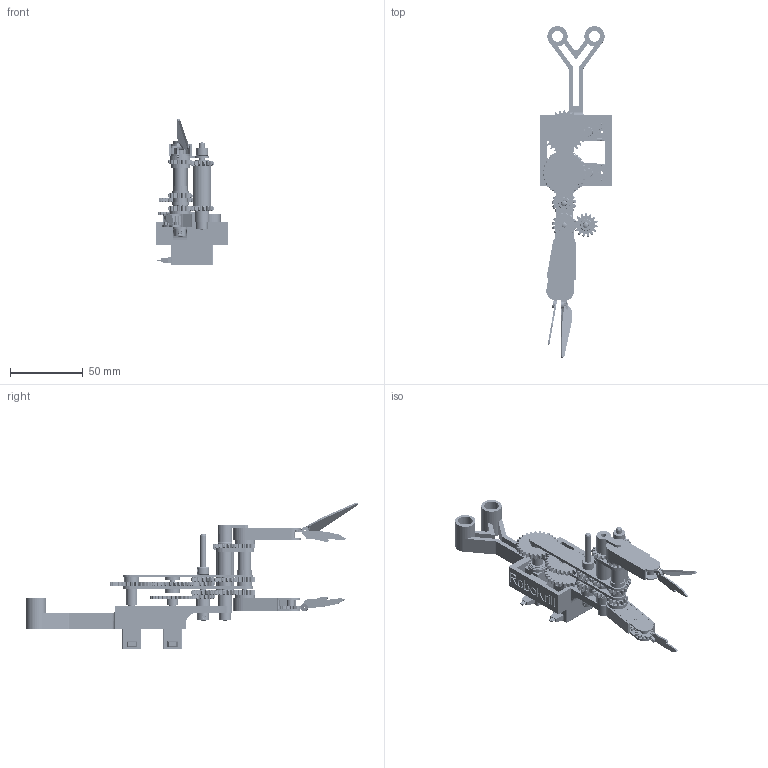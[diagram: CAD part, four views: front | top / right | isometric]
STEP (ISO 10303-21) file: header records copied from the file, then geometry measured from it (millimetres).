
FILE_DESCRIPTION(/* description */ (''),/* implementation_level */ '2;1');
FILE_NAME(/* name */ 'RoboKrill_Full_Assembly v1.step',/* time_stamp */ '2022-01-31T16:19:03-05:00',/* author */ (''),/* organization */ (''),/* preprocessor_version */ 'ST-DEVELOPER v18.1',/* originating_system */ 'Autodesk Translation Framework v10.10.0.1391',/* authorisation */ '');
FILE_SCHEMA (('AUTOMOTIVE_DESIGN { 1 0 10303 214 3 1 1 }'));
Products named in the file (27): RoboKrill_Full_Assembly; Support_no_top; HS-5087MH; 24T_beta_larger_teeth; 24T_alpha_taller; support_L2_cute; 99461A913_Phillips Rounded Head Thread-Forming Sc; TGB4; TGG3; GB_1; Support_L3; proto_THICK; Gamma_passive_exo_angled_stop_thick; roll_y; roll_y_1; 91595A192_Dowel Pin; BRACKET_1; 7804K1_Stainless Steel Ball Bearing; TGG1; GG_1; bracket_2; proto; proto_cover; proto_gear_1; proto_gear_2; Gamma_passive_exo_angled_stop; 6056N12_Carbon Steel Set Screw Collar
Assembly tree (49 placements, depth 3):
  RoboKrill_Full_Assembly
    Support_no_top
    HS-5087MH  x2
    24T_beta_larger_teeth
    24T_alpha_taller
    TGG3  x2
    TGG1  x3
    support_L2_cute
    7804K1_Stainless Steel Ball Bearing  x8
    99461A913_Phillips Rounded Head Thread-Forming Sc
    TGB4
    91595A192_Dowel Pin  x3
    6056N12_Carbon Steel Set Screw Collar  x5
    GB_1
    Support_L3
    GG_1  x2
    proto_THICK
    proto_gear_1  x2
    proto_gear_2  x4
    Gamma_passive_exo_angled_stop_thick
    proto_cover  x2
    roll_y
      roll_y_1
    BRACKET_1
    bracket_2
    proto
    Gamma_passive_exo_angled_stop
Bounding box: 50 x 227.82 x 100.85 mm (x, y, z)
Volume: 76293.9 mm3; surface area: 72214.5 mm2
Topology: 177 solids, 495 shells, 6496 faces, 18160 edges, 12002 vertices
Faces by surface type: cylinder 2745, plane 1694, bspline 899, cone 432, sphere 374, torus 352
Full cylindrical faces by diameter (mm): 0.92 x10, 1 x6, 1.2 x3, 1.6 x11, 1.75 x4, 1.98 x35, 2.02 x1, 2.05 x2, 2.4 x1, 2.5 x35, 2.6 x1, 3 x2, 3.2 x5, 3.4 x8, 3.555 x2, 3.68 x6, 3.74 x6, 3.75 x2, 4 x17, 4.1 x2, 4.15 x2, 4.5 x2, 4.8 x2, 5 x3, 5.5 x1, 5.7 x4, 5.74 x2, 6.2 x2, 6.473 x32, 6.83 x1
Entity records: 193653 total; most frequent: CARTESIAN_POINT 87758, ORIENTED_EDGE 22116, DIRECTION 20666, EDGE_CURVE 11869, VERTEX_POINT 8242, AXIS2_PLACEMENT_3D 7622, LINE 5422, VECTOR 5422
